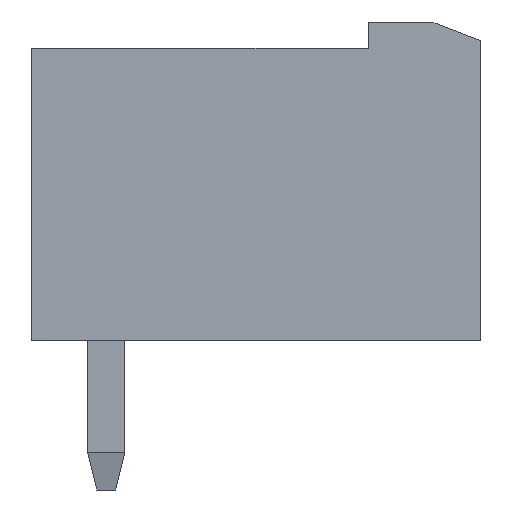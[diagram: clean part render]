
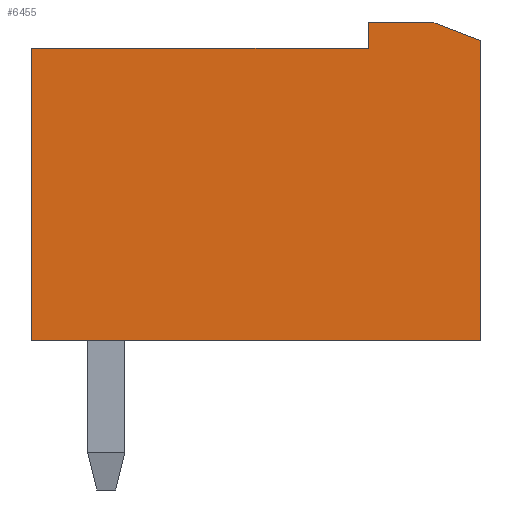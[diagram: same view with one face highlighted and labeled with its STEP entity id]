
A CAD part, left-side view. The second image highlights one B-rep face of the part: STEP entity #6455.
In plain terms, the highlighted planar face has unit normal (-1, 0, 0).
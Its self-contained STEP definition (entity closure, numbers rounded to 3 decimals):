
#16=DIRECTION('',(0.,1.,0.));
#17=VECTOR('',#16,12.);
#18=CARTESIAN_POINT('',(-0.7,0.,-3.9));
#19=LINE('',#18,#17);
#20=DIRECTION('',(0.,0.,1.));
#21=VECTOR('',#20,7.8);
#22=CARTESIAN_POINT('',(-0.7,12.,-3.9));
#23=LINE('',#22,#21);
#24=DIRECTION('',(0.,1.,0.));
#25=VECTOR('',#24,9.);
#26=CARTESIAN_POINT('',(-0.7,3.,3.9));
#27=LINE('',#26,#25);
#28=DIRECTION('',(0.,0.,-1.));
#29=VECTOR('',#28,0.7);
#30=CARTESIAN_POINT('',(-0.7,3.,4.6));
#31=LINE('',#30,#29);
#32=DIRECTION('',(0.,-1.,0.));
#33=VECTOR('',#32,1.7);
#34=CARTESIAN_POINT('',(-0.7,3.,4.6));
#35=LINE('',#34,#33);
#36=DIRECTION('',(0.,0.933,0.359));
#37=VECTOR('',#36,1.393);
#38=CARTESIAN_POINT('',(-0.7,0.,4.1));
#39=LINE('',#38,#37);
#40=DIRECTION('',(0.,0.,-1.));
#41=VECTOR('',#40,8.);
#42=CARTESIAN_POINT('',(-0.7,0.,4.1));
#43=LINE('',#42,#41);
#4994=CARTESIAN_POINT('',(-0.7,0.,-3.9));
#4995=CARTESIAN_POINT('',(-0.7,12.,-3.9));
#4996=VERTEX_POINT('',#4994);
#4997=VERTEX_POINT('',#4995);
#4998=CARTESIAN_POINT('',(-0.7,12.,3.9));
#4999=VERTEX_POINT('',#4998);
#5000=CARTESIAN_POINT('',(-0.7,3.,4.6));
#5001=CARTESIAN_POINT('',(-0.7,1.3,4.6));
#5002=VERTEX_POINT('',#5000);
#5003=VERTEX_POINT('',#5001);
#5004=CARTESIAN_POINT('',(-0.7,0.,4.1));
#5005=VERTEX_POINT('',#5004);
#5006=CARTESIAN_POINT('',(-0.7,3.,3.9));
#5007=VERTEX_POINT('',#5006);
#6434=CARTESIAN_POINT('',(-0.7,14.289,-10.05));
#6435=DIRECTION('',(-1.,0.,0.));
#6436=DIRECTION('',(0.,-1.,0.));
#6437=AXIS2_PLACEMENT_3D('',#6434,#6435,#6436);
#6438=PLANE('',#6437);
#6440=ORIENTED_EDGE('',*,*,#6439,.T.);
#6442=ORIENTED_EDGE('',*,*,#6441,.T.);
#6444=ORIENTED_EDGE('',*,*,#6443,.F.);
#6446=ORIENTED_EDGE('',*,*,#6445,.F.);
#6448=ORIENTED_EDGE('',*,*,#6447,.T.);
#6450=ORIENTED_EDGE('',*,*,#6449,.F.);
#6452=ORIENTED_EDGE('',*,*,#6451,.T.);
#6453=EDGE_LOOP('',(#6440,#6442,#6444,#6446,#6448,#6450,#6452));
#6454=FACE_OUTER_BOUND('',#6453,.F.);
#6455=ADVANCED_FACE('',(#6454),#6438,.T.);
#6439=EDGE_CURVE('',#4996,#4997,#19,.T.);
#6441=EDGE_CURVE('',#4997,#4999,#23,.T.);
#6443=EDGE_CURVE('',#5007,#4999,#27,.T.);
#6445=EDGE_CURVE('',#5002,#5007,#31,.T.);
#6447=EDGE_CURVE('',#5002,#5003,#35,.T.);
#6449=EDGE_CURVE('',#5005,#5003,#39,.T.);
#6451=EDGE_CURVE('',#5005,#4996,#43,.T.);
